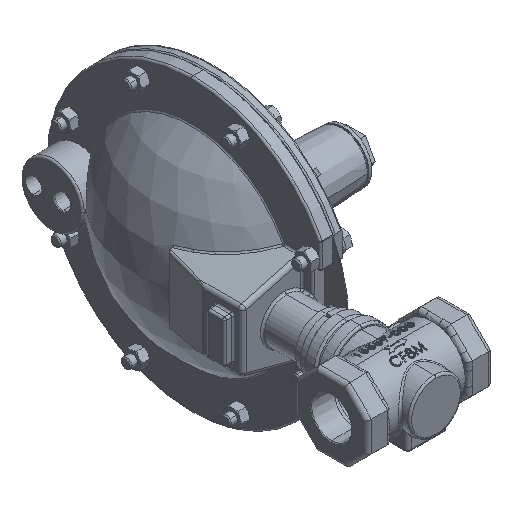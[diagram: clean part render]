
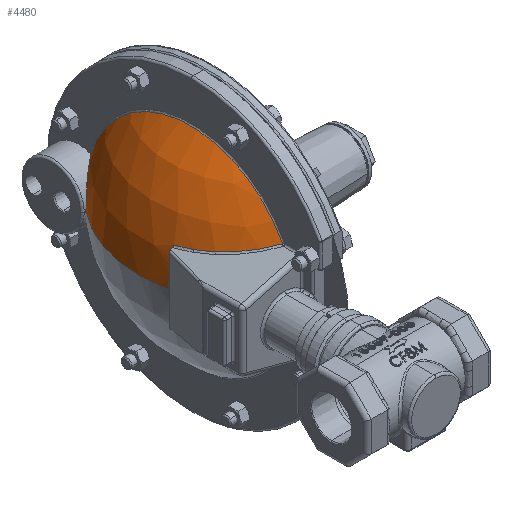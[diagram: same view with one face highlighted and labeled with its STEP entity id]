
A CAD part, isometric view. The second image highlights one B-rep face of the part: STEP entity #4480.
In plain terms, the highlighted spherical face has radius 101.6 mm.
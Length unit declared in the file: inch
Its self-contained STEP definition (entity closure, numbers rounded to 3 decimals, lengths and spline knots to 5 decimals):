
#153 = CARTESIAN_POINT ( 'NONE',  ( 1.06214, 11.8378, 3.25613 ) ) ;
#340 = CARTESIAN_POINT ( 'NONE',  ( 0.90467, 11.70122, 2.86672 ) ) ;
#480 = ORIENTED_EDGE ( 'NONE', *, *, #45345, .T. ) ;
#814 = CARTESIAN_POINT ( 'NONE',  ( 1.60233, 9.168, 2.75467 ) ) ;
#1064 = ORIENTED_EDGE ( 'NONE', *, *, #26676, .F. ) ;
#1472 = VERTEX_POINT ( 'NONE', #55858 ) ;
#2952 = EDGE_CURVE ( 'NONE', #42197, #21153, #16157, .T. ) ;
#3956 = DIRECTION ( 'NONE',  ( 0., 1., 0. ) ) ;
#4046 = DIRECTION ( 'NONE',  ( 0., -1., 0. ) ) ;
#4480 = ADVANCED_FACE ( 'NONE', ( #57302 ), #31839, .T. ) ;
#4877 = CARTESIAN_POINT ( 'NONE',  ( 0.89945, 11.69656, 2.81088 ) ) ;
#5189 = CIRCLE ( 'NONE', #33329, 4. ) ;
#5324 = DIRECTION ( 'NONE',  ( 0., 0., -1. ) ) ;
#5812 = DIRECTION ( 'NONE',  ( 0., 0., -1. ) ) ;
#6775 = AXIS2_PLACEMENT_3D ( 'NONE', #19478, #5812, #28379 ) ;
#7232 = DIRECTION ( 'NONE',  ( 0.966, 0., 0.259 ) ) ;
#7285 = EDGE_CURVE ( 'NONE', #50955, #15735, #31270, .T. ) ;
#7457 = AXIS2_PLACEMENT_3D ( 'NONE', #31179, #4046, #35723 ) ;
#8792 = CARTESIAN_POINT ( 'NONE',  ( 1.60233, 6.3169, 4.21417 ) ) ;
#9237 = CARTESIAN_POINT ( 'NONE',  ( 1.00586, 11.78989, 3.1714 ) ) ;
#9440 = CARTESIAN_POINT ( 'NONE',  ( 0.8977, 11.695, 2.76867 ) ) ;
#10977 = AXIS2_PLACEMENT_3D ( 'NONE', #814, #32446, #5324 ) ;
#11397 = VERTEX_POINT ( 'NONE', #42238 ) ;
#13796 = CARTESIAN_POINT ( 'NONE',  ( 0.95637, 11.74684, 3.06446 ) ) ;
#15735 = VERTEX_POINT ( 'NONE', #8792 ) ;
#16157 = B_SPLINE_CURVE_WITH_KNOTS ( 'NONE', 3,
 ( #17916, #39642, #57673, #49546, #22454, #55900, #24270, #33146, #51351, #37699, #46803, #153, #36355, #9237, #40865, #13796, #45451, #18341, #49971, #22911, #54543, #27443, #340, #32012, #4877, #36530, #9440, #41085 ),
 .UNSPECIFIED., .F., .F.,
 ( 4, 2, 2, 2, 2, 2, 2, 2, 2, 2, 2, 2, 2, 4 ),
 ( 0., 0.00847, 0.01059, 0.01271, 0.01694, 0.01906, 0.02118, 0.02541, 0.02647, 0.02753, 0.02965, 0.03176, 0.03282, 0.03388 ),
 .UNSPECIFIED. ) ;
#16594 = CIRCLE ( 'NONE', #7457, 3.90973 ) ;
#17916 = CARTESIAN_POINT ( 'NONE',  ( 1.60233, 12.25197, 3.61955 ) ) ;
#17995 = CARTESIAN_POINT ( 'NONE',  ( 3.99839, 9.168, 2.75467 ) ) ;
#18341 = CARTESIAN_POINT ( 'NONE',  ( 0.94247, 11.73465, 3.02658 ) ) ;
#19478 = CARTESIAN_POINT ( 'NONE',  ( 3.99839, 9.168, 2.75467 ) ) ;
#20676 = DIRECTION ( 'NONE',  ( 0., -1., 0. ) ) ;
#20912 = AXIS2_PLACEMENT_3D ( 'NONE', #17995, #49622, #22535 ) ;
#21153 = VERTEX_POINT ( 'NONE', #31819 ) ;
#21761 = CARTESIAN_POINT ( 'NONE',  ( -0.00161, 9.168, 2.75467 ) ) ;
#22454 = CARTESIAN_POINT ( 'NONE',  ( 1.30769, 12.0365, 3.48449 ) ) ;
#22535 = DIRECTION ( 'NONE',  ( 1., 0., 0. ) ) ;
#22911 = CARTESIAN_POINT ( 'NONE',  ( 0.92629, 11.72039, 2.97449 ) ) ;
#24270 = CARTESIAN_POINT ( 'NONE',  ( 1.24962, 11.99108, 3.44411 ) ) ;
#25447 = AXIS2_PLACEMENT_3D ( 'NONE', #29412, #56512, #7232 ) ;
#25960 = VERTEX_POINT ( 'NONE', #21761 ) ;
#26676 = EDGE_CURVE ( 'NONE', #1472, #11397, #58213, .T. ) ;
#27443 = CARTESIAN_POINT ( 'NONE',  ( 0.9088, 11.70489, 2.8941 ) ) ;
#28379 = DIRECTION ( 'NONE',  ( 0., 1., 0. ) ) ;
#29412 = CARTESIAN_POINT ( 'NONE',  ( 3.47301, 9.168, 4.71541 ) ) ;
#31076 = DIRECTION ( 'NONE',  ( 0., 0., -1. ) ) ;
#31179 = CARTESIAN_POINT ( 'NONE',  ( 3.99839, 8.323, 2.75467 ) ) ;
#31270 = CIRCLE ( 'NONE', #25447, 3.44666 ) ;
#31819 = CARTESIAN_POINT ( 'NONE',  ( 0.8977, 11.695, 2.75467 ) ) ;
#31839 = SPHERICAL_SURFACE ( 'NONE', #6775, 4. ) ;
#32012 = CARTESIAN_POINT ( 'NONE',  ( 0.9005, 11.6975, 2.82496 ) ) ;
#32446 = DIRECTION ( 'NONE',  ( -1., 0., 0. ) ) ;
#32494 = EDGE_LOOP ( 'NONE', ( #51249, #1064, #58652, #51615, #480, #55299, #39566 ) ) ;
#33146 = CARTESIAN_POINT ( 'NONE',  ( 1.19355, 11.94645, 3.39987 ) ) ;
#33329 = AXIS2_PLACEMENT_3D ( 'NONE', #58218, #31076, #3956 ) ;
#34180 = CIRCLE ( 'NONE', #10977, 3.20295 ) ;
#35723 = DIRECTION ( 'NONE',  ( 0., 0., -1. ) ) ;
#36216 = CIRCLE ( 'NONE', #20912, 4. ) ;
#36355 = CARTESIAN_POINT ( 'NONE',  ( 1.04739, 11.8253, 3.23548 ) ) ;
#36530 = CARTESIAN_POINT ( 'NONE',  ( 0.89804, 11.69531, 2.78271 ) ) ;
#37450 = CARTESIAN_POINT ( 'NONE',  ( 1.60233, 12.25197, 3.61955 ) ) ;
#37699 = CARTESIAN_POINT ( 'NONE',  ( 1.10871, 11.87681, 3.31403 ) ) ;
#39566 = ORIENTED_EDGE ( 'NONE', *, *, #49925, .T. ) ;
#39642 = CARTESIAN_POINT ( 'NONE',  ( 1.51289, 12.19034, 3.59155 ) ) ;
#40865 = CARTESIAN_POINT ( 'NONE',  ( 0.98167, 11.76893, 3.12577 ) ) ;
#41085 = CARTESIAN_POINT ( 'NONE',  ( 0.8977, 11.695, 2.75467 ) ) ;
#42197 = VERTEX_POINT ( 'NONE', #37450 ) ;
#42238 = CARTESIAN_POINT ( 'NONE',  ( 0.08866, 8.323, 2.75467 ) ) ;
#43414 = EDGE_CURVE ( 'NONE', #50955, #1472, #16594, .T. ) ;
#45090 = EDGE_CURVE ( 'NONE', #11397, #25960, #5189, .T. ) ;
#45345 = EDGE_CURVE ( 'NONE', #15735, #42197, #34180, .T. ) ;
#45451 = CARTESIAN_POINT ( 'NONE',  ( 0.95157, 11.74263, 3.05199 ) ) ;
#46803 = CARTESIAN_POINT ( 'NONE',  ( 1.09277, 11.86353, 3.29536 ) ) ;
#47750 = CARTESIAN_POINT ( 'NONE',  ( 3.99839, 8.323, 2.75467 ) ) ;
#49546 = CARTESIAN_POINT ( 'NONE',  ( 1.32745, 12.05175, 3.49691 ) ) ;
#49622 = DIRECTION ( 'NONE',  ( 0., 0., 1. ) ) ;
#49925 = EDGE_CURVE ( 'NONE', #21153, #25960, #36216, .T. ) ;
#49971 = CARTESIAN_POINT ( 'NONE',  ( 0.93818, 11.73087, 3.01361 ) ) ;
#50955 = VERTEX_POINT ( 'NONE', #54634 ) ;
#51249 = ORIENTED_EDGE ( 'NONE', *, *, #45090, .F. ) ;
#51351 = CARTESIAN_POINT ( 'NONE',  ( 1.15824, 11.91774, 3.36754 ) ) ;
#51615 = ORIENTED_EDGE ( 'NONE', *, *, #7285, .T. ) ;
#52310 = DIRECTION ( 'NONE',  ( 0., 0., -1. ) ) ;
#54543 = CARTESIAN_POINT ( 'NONE',  ( 0.91961, 11.71448, 2.94798 ) ) ;
#54634 = CARTESIAN_POINT ( 'NONE',  ( 0.24539, 8.323, 3.85058 ) ) ;
#55299 = ORIENTED_EDGE ( 'NONE', *, *, #2952, .T. ) ;
#55858 = CARTESIAN_POINT ( 'NONE',  ( 0.1346, 8.323, 3.35226 ) ) ;
#55900 = CARTESIAN_POINT ( 'NONE',  ( 1.2688, 12.00619, 3.45811 ) ) ;
#56512 = DIRECTION ( 'NONE',  ( -0.259, 0., 0.966 ) ) ;
#56754 = AXIS2_PLACEMENT_3D ( 'NONE', #47750, #20676, #52310 ) ;
#57302 = FACE_OUTER_BOUND ( 'NONE', #32494, .T. ) ;
#57673 = CARTESIAN_POINT ( 'NONE',  ( 1.42779, 12.12825, 3.55555 ) ) ;
#58213 = CIRCLE ( 'NONE', #56754, 3.90973 ) ;
#58218 = CARTESIAN_POINT ( 'NONE',  ( 3.99839, 9.168, 2.75467 ) ) ;
#58652 = ORIENTED_EDGE ( 'NONE', *, *, #43414, .F. ) ;
